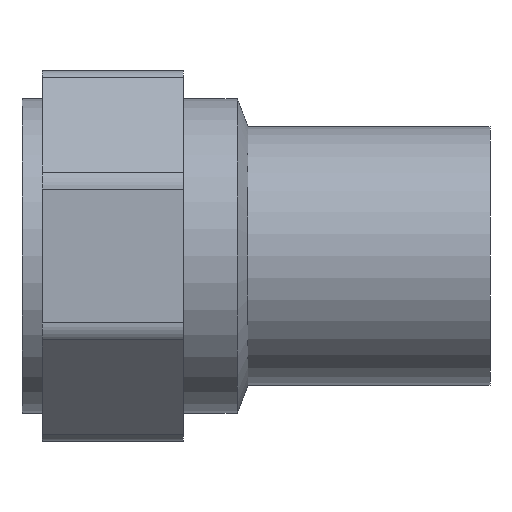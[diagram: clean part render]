
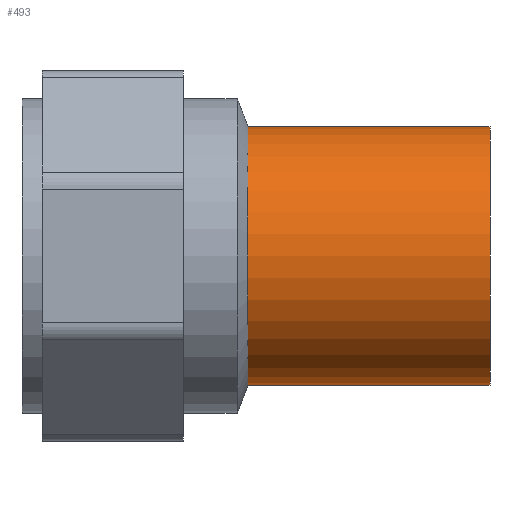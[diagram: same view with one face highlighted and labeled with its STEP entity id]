
A CAD part, front view. The second image highlights one B-rep face of the part: STEP entity #493.
In plain terms, the highlighted cylindrical face has radius 16 mm (diameter 32 mm), a full revolution.
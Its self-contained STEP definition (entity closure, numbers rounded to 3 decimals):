
#60=FACE_OUTER_BOUND('',#93,.T.);
#93=EDGE_LOOP('',(#437,#438,#439,#440));
#135=LINE('',#859,#175);
#175=VECTOR('',#713,16.);
#202=CIRCLE('',#565,16.);
#203=CIRCLE('',#567,16.);
#246=VERTEX_POINT('',#853);
#247=VERTEX_POINT('',#857);
#309=EDGE_CURVE('',#246,#246,#202,.T.);
#311=EDGE_CURVE('',#247,#247,#203,.T.);
#312=EDGE_CURVE('',#247,#246,#135,.T.);
#437=ORIENTED_EDGE('',*,*,#311,.F.);
#438=ORIENTED_EDGE('',*,*,#312,.T.);
#439=ORIENTED_EDGE('',*,*,#309,.T.);
#440=ORIENTED_EDGE('',*,*,#312,.F.);
#466=CYLINDRICAL_SURFACE('',#566,16.);
#493=ADVANCED_FACE('',(#60),#466,.T.);
#565=AXIS2_PLACEMENT_3D('',#854,#706,#707);
#566=AXIS2_PLACEMENT_3D('',#856,#709,#710);
#567=AXIS2_PLACEMENT_3D('',#858,#711,#712);
#706=DIRECTION('center_axis',(1.,0.,0.));
#707=DIRECTION('ref_axis',(0.,0.,-1.));
#709=DIRECTION('center_axis',(1.,0.,0.));
#710=DIRECTION('ref_axis',(0.,1.,0.));
#711=DIRECTION('center_axis',(1.,0.,0.));
#712=DIRECTION('ref_axis',(0.,0.,-1.));
#713=DIRECTION('',(-1.,0.,0.));
#853=CARTESIAN_POINT('',(28.,-16.,0.));
#854=CARTESIAN_POINT('Origin',(28.,0.,0.));
#856=CARTESIAN_POINT('Origin',(43.,0.,0.));
#857=CARTESIAN_POINT('',(58.,-16.,0.));
#858=CARTESIAN_POINT('Origin',(58.,0.,0.));
#859=CARTESIAN_POINT('',(43.,-16.,0.));
